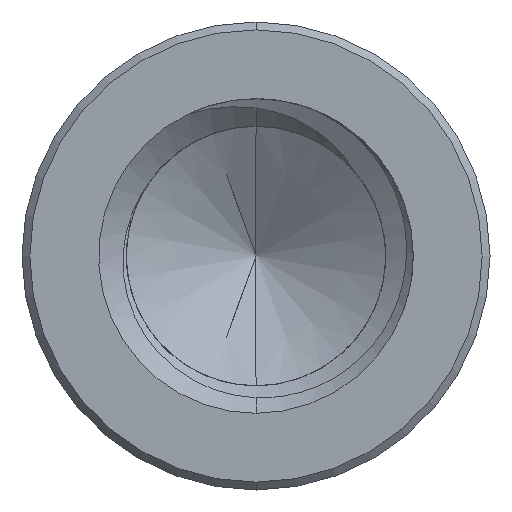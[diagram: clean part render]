
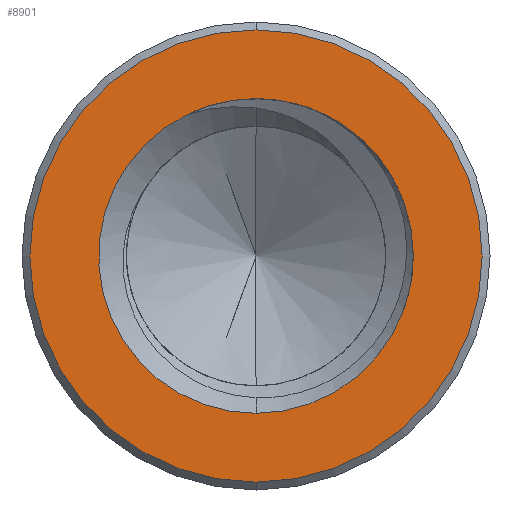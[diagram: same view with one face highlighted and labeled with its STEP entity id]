
A CAD part, front view. The second image highlights one B-rep face of the part: STEP entity #8901.
In plain terms, the highlighted planar face has unit normal (0, -1, 0).
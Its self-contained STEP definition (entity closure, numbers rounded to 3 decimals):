
#5 = DIRECTION ( 'NONE',  ( 0., -1., 0. ) ) ;
#103 = CARTESIAN_POINT ( 'NONE',  ( 0., -21., 0. ) ) ;
#272 = CARTESIAN_POINT ( 'NONE',  ( 0., -21., 2.875 ) ) ;
#391 = EDGE_CURVE ( 'NONE', #8612, #4456, #1274, .T. ) ;
#423 = DIRECTION ( 'NONE',  ( 0., 0., 1. ) ) ;
#593 = DIRECTION ( 'NONE',  ( 0., 0., 1. ) ) ;
#790 = CIRCLE ( 'NONE', #4107, 2. ) ;
#1274 = CIRCLE ( 'NONE', #2533, 2.875 ) ;
#1426 = AXIS2_PLACEMENT_3D ( 'NONE', #103, #7292, #3042 ) ;
#1475 = FACE_OUTER_BOUND ( 'NONE', #5816, .T. ) ;
#1700 = CIRCLE ( 'NONE', #4684, 2. ) ;
#1903 = DIRECTION ( 'NONE',  ( 0., -1., 0. ) ) ;
#1984 = DIRECTION ( 'NONE',  ( 0., 0., 1. ) ) ;
#2320 = ORIENTED_EDGE ( 'NONE', *, *, #4518, .T. ) ;
#2360 = ORIENTED_EDGE ( 'NONE', *, *, #6947, .T. ) ;
#2533 = AXIS2_PLACEMENT_3D ( 'NONE', #4950, #5, #593 ) ;
#2555 = ORIENTED_EDGE ( 'NONE', *, *, #3657, .T. ) ;
#2713 = EDGE_LOOP ( 'NONE', ( #2360, #2320, #2555 ) ) ;
#2840 = AXIS2_PLACEMENT_3D ( 'NONE', #6895, #1903, #5410 ) ;
#3042 = DIRECTION ( 'NONE',  ( 0., 0., 1. ) ) ;
#3331 = ORIENTED_EDGE ( 'NONE', *, *, #3526, .T. ) ;
#3368 = VERTEX_POINT ( 'NONE', #4454 ) ;
#3526 = EDGE_CURVE ( 'NONE', #4456, #8612, #8829, .T. ) ;
#3657 = EDGE_CURVE ( 'NONE', #4245, #5907, #1700, .T. ) ;
#3969 = DIRECTION ( 'NONE',  ( 0., 1., 0. ) ) ;
#4107 = AXIS2_PLACEMENT_3D ( 'NONE', #8281, #4675, #423 ) ;
#4245 = VERTEX_POINT ( 'NONE', #5638 ) ;
#4341 = PLANE ( 'NONE',  #1426 ) ;
#4454 = CARTESIAN_POINT ( 'NONE',  ( 0., -21., -2. ) ) ;
#4456 = VERTEX_POINT ( 'NONE', #6973 ) ;
#4497 = CARTESIAN_POINT ( 'NONE',  ( 0.675, -21., 1.883 ) ) ;
#4518 = EDGE_CURVE ( 'NONE', #3368, #4245, #5689, .T. ) ;
#4675 = DIRECTION ( 'NONE',  ( 0., 1., 0. ) ) ;
#4684 = AXIS2_PLACEMENT_3D ( 'NONE', #4768, #3969, #8332 ) ;
#4768 = CARTESIAN_POINT ( 'NONE',  ( 0., -21., 0. ) ) ;
#4819 = DIRECTION ( 'NONE',  ( 0., 1., 0. ) ) ;
#4950 = CARTESIAN_POINT ( 'NONE',  ( 0., -21., 0. ) ) ;
#4957 = ORIENTED_EDGE ( 'NONE', *, *, #391, .T. ) ;
#5410 = DIRECTION ( 'NONE',  ( 0., 0., 1. ) ) ;
#5638 = CARTESIAN_POINT ( 'NONE',  ( -0.874, -21., 1.799 ) ) ;
#5644 = AXIS2_PLACEMENT_3D ( 'NONE', #8351, #4819, #1984 ) ;
#5689 = CIRCLE ( 'NONE', #5644, 2. ) ;
#5816 = EDGE_LOOP ( 'NONE', ( #4957, #3331 ) ) ;
#5907 = VERTEX_POINT ( 'NONE', #4497 ) ;
#6895 = CARTESIAN_POINT ( 'NONE',  ( 0., -21., 0. ) ) ;
#6947 = EDGE_CURVE ( 'NONE', #5907, #3368, #790, .T. ) ;
#6973 = CARTESIAN_POINT ( 'NONE',  ( 0., -21., -2.875 ) ) ;
#7292 = DIRECTION ( 'NONE',  ( 0., 1., 0. ) ) ;
#8133 = FACE_BOUND ( 'NONE', #2713, .T. ) ;
#8281 = CARTESIAN_POINT ( 'NONE',  ( 0., -21., 0. ) ) ;
#8332 = DIRECTION ( 'NONE',  ( 0., 0., 1. ) ) ;
#8351 = CARTESIAN_POINT ( 'NONE',  ( 0., -21., 0. ) ) ;
#8612 = VERTEX_POINT ( 'NONE', #272 ) ;
#8829 = CIRCLE ( 'NONE', #2840, 2.875 ) ;
#8901 = ADVANCED_FACE ( 'NONE', ( #8133, #1475 ), #4341, .F. ) ;
